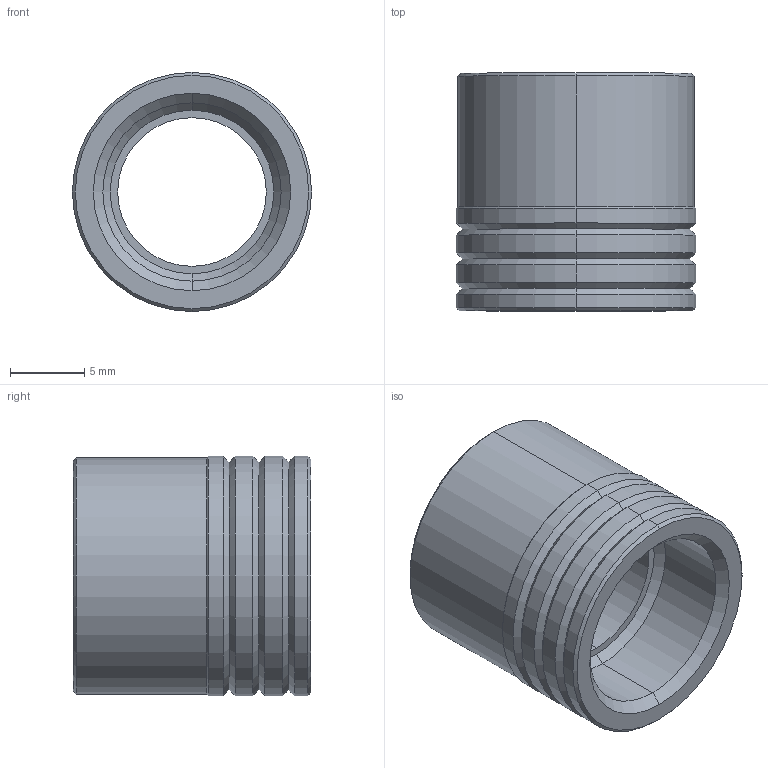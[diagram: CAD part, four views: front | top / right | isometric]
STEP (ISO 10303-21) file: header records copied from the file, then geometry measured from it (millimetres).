
FILE_DESCRIPTION (( 'STEP AP203' ), '1' );
FILE_NAME ('CV101616.STP', '2012-09-05T16:02:04', ( 'dis05' ), ( '' ), 'SwSTEP 2.0', 'SolidWorks 2010', '' );
FILE_SCHEMA (( 'CONFIG_CONTROL_DESIGN' ));
Length unit declared in the file: millimetre
Products named in the file (1): CV101616
Bounding box: 16.1 x 16 x 16.1 mm (x, y, z)
Volume: 1691.6 mm3; surface area: 1787 mm2
Topology: 1 solids, 2 shells, 53 faces, 106 edges, 58 vertices
Faces by surface type: cone 26, cylinder 14, torus 8, plane 5
Entity records: 1445 total; most frequent: DIRECTION 280, CARTESIAN_POINT 218, ORIENTED_EDGE 212, AXIS2_PLACEMENT_3D 120, EDGE_CURVE 106, CIRCLE 66, VERTEX_POINT 58, EDGE_LOOP 58
